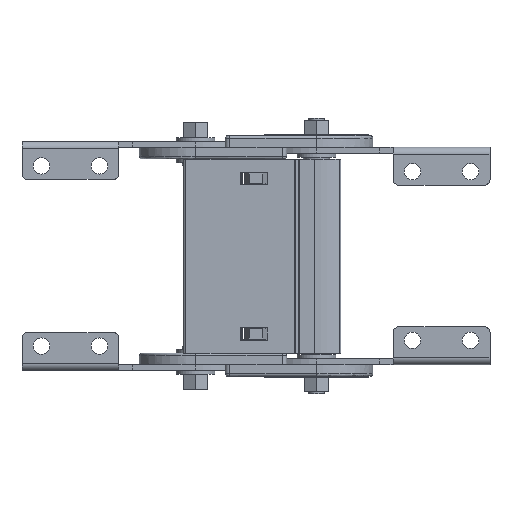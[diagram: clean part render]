
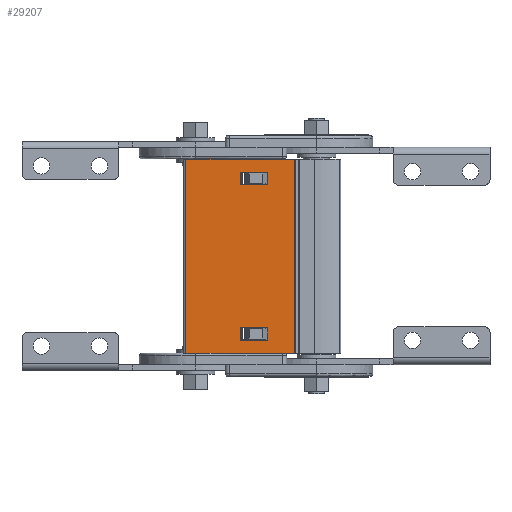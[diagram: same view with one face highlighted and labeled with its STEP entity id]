
A CAD part, front view. The second image highlights one B-rep face of the part: STEP entity #29207.
In plain terms, the highlighted planar face has unit normal (0, -1, -0.009).
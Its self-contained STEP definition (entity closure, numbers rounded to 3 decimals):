
#717 = EDGE_CURVE ( 'NONE', #34082, #12237, #30471, .T. ) ;
#817 = LINE ( 'NONE', #36628, #38950 ) ;
#1055 = EDGE_CURVE ( 'NONE', #5715, #22180, #29327, .T. ) ;
#1720 = VECTOR ( 'NONE', #44929, 1000. ) ;
#3150 = CARTESIAN_POINT ( 'NONE',  ( -80.82, 142.658, 134.906 ) ) ;
#3391 = EDGE_CURVE ( 'NONE', #5809, #37753, #6995, .T. ) ;
#5715 = VERTEX_POINT ( 'NONE', #22435 ) ;
#5809 = VERTEX_POINT ( 'NONE', #27847 ) ;
#6113 = CARTESIAN_POINT ( 'NONE',  ( -63.82, 143.418, 47.84 ) ) ;
#6539 = VECTOR ( 'NONE', #42718, 1000. ) ;
#6995 = LINE ( 'NONE', #3150, #28079 ) ;
#7026 = CARTESIAN_POINT ( 'NONE',  ( -49.6, 143.531, 34.791 ) ) ;
#7721 = VERTEX_POINT ( 'NONE', #30393 ) ;
#8029 = CARTESIAN_POINT ( 'NONE',  ( -105.8, 141.947, 216.401 ) ) ;
#8316 = LINE ( 'NONE', #13562, #1720 ) ;
#9021 = VECTOR ( 'NONE', #30259, 1000. ) ;
#9186 = ORIENTED_EDGE ( 'NONE', *, *, #26084, .T. ) ;
#9833 = DIRECTION ( 'NONE',  ( -1., 0., 0. ) ) ;
#10514 = ORIENTED_EDGE ( 'NONE', *, *, #43446, .F. ) ;
#11537 = CARTESIAN_POINT ( 'NONE',  ( -63.82, 143.418, 47.84 ) ) ;
#11604 = CARTESIAN_POINT ( 'NONE',  ( -63.82, 142.717, 128.156 ) ) ;
#11962 = ORIENTED_EDGE ( 'NONE', *, *, #44966, .F. ) ;
#12237 = VERTEX_POINT ( 'NONE', #42305 ) ;
#13172 = ORIENTED_EDGE ( 'NONE', *, *, #1055, .F. ) ;
#13346 = CARTESIAN_POINT ( 'NONE',  ( -80.82, 142.659, 134.785 ) ) ;
#13562 = CARTESIAN_POINT ( 'NONE',  ( -77.82, 142.717, 128.156 ) ) ;
#14282 = CARTESIAN_POINT ( 'NONE',  ( -77.82, 143.418, 47.84 ) ) ;
#14828 = EDGE_CURVE ( 'NONE', #19545, #26274, #817, .T. ) ;
#15205 = ORIENTED_EDGE ( 'NONE', *, *, #32259, .F. ) ;
#15427 = LINE ( 'NONE', #28716, #6539 ) ;
#15438 = ORIENTED_EDGE ( 'NONE', *, *, #42689, .T. ) ;
#15784 = ORIENTED_EDGE ( 'NONE', *, *, #30039, .T. ) ;
#16537 = ORIENTED_EDGE ( 'NONE', *, *, #14828, .T. ) ;
#16809 = DIRECTION ( 'NONE',  ( 0., 0.009, -1. ) ) ;
#18238 = ORIENTED_EDGE ( 'NONE', *, *, #22097, .T. ) ;
#18416 = FACE_BOUND ( 'NONE', #35021, .T. ) ;
#19545 = VERTEX_POINT ( 'NONE', #11604 ) ;
#20083 = AXIS2_PLACEMENT_3D ( 'NONE', #13346, #34678, #16809 ) ;
#20508 = VECTOR ( 'NONE', #29049, 1000. ) ;
#20982 = CARTESIAN_POINT ( 'NONE',  ( -77.82, 142.772, 121.856 ) ) ;
#22097 = EDGE_CURVE ( 'NONE', #35822, #28797, #37258, .T. ) ;
#22141 = CARTESIAN_POINT ( 'NONE',  ( -105.8, 142.658, 134.906 ) ) ;
#22180 = VERTEX_POINT ( 'NONE', #44883 ) ;
#22435 = CARTESIAN_POINT ( 'NONE',  ( -77.82, 143.473, 41.541 ) ) ;
#23338 = LINE ( 'NONE', #8029, #27219 ) ;
#24819 = CARTESIAN_POINT ( 'NONE',  ( -63.82, 142.772, 121.856 ) ) ;
#26037 = LINE ( 'NONE', #14282, #39846 ) ;
#26084 = EDGE_CURVE ( 'NONE', #26274, #35822, #27951, .T. ) ;
#26094 = EDGE_LOOP ( 'NONE', ( #9186, #18238, #15438, #16537 ) ) ;
#26256 = ORIENTED_EDGE ( 'NONE', *, *, #35271, .F. ) ;
#26274 = VERTEX_POINT ( 'NONE', #24819 ) ;
#27176 = PLANE ( 'NONE',  #20083 ) ;
#27219 = VECTOR ( 'NONE', #36484, 1000. ) ;
#27388 = CARTESIAN_POINT ( 'NONE',  ( -77.82, 142.717, 128.156 ) ) ;
#27847 = CARTESIAN_POINT ( 'NONE',  ( -49.6, 142.658, 134.906 ) ) ;
#27951 = LINE ( 'NONE', #20982, #45580 ) ;
#28079 = VECTOR ( 'NONE', #38651, 1000. ) ;
#28100 = ORIENTED_EDGE ( 'NONE', *, *, #717, .F. ) ;
#28247 = VECTOR ( 'NONE', #9833, 1000. ) ;
#28716 = CARTESIAN_POINT ( 'NONE',  ( -49.6, 141.947, 216.401 ) ) ;
#28797 = VERTEX_POINT ( 'NONE', #27388 ) ;
#29049 = DIRECTION ( 'NONE',  ( 1., 0., 0. ) ) ;
#29207 = ADVANCED_FACE ( 'NONE', ( #36050, #42704, #18416 ), #27176, .F. ) ;
#29327 = LINE ( 'NONE', #32887, #20508 ) ;
#29705 = CARTESIAN_POINT ( 'NONE',  ( -77.82, 142.772, 121.856 ) ) ;
#30039 = EDGE_CURVE ( 'NONE', #37753, #12237, #23338, .T. ) ;
#30253 = LINE ( 'NONE', #6113, #38510 ) ;
#30259 = DIRECTION ( 'NONE',  ( 0., -0.009, 1. ) ) ;
#30393 = CARTESIAN_POINT ( 'NONE',  ( -77.82, 143.418, 47.84 ) ) ;
#30471 = LINE ( 'NONE', #38174, #28247 ) ;
#31059 = DIRECTION ( 'NONE',  ( 0., 0.009, -1. ) ) ;
#31501 = CARTESIAN_POINT ( 'NONE',  ( -77.82, 143.418, 47.84 ) ) ;
#32259 = EDGE_CURVE ( 'NONE', #7721, #5715, #40852, .T. ) ;
#32811 = DIRECTION ( 'NONE',  ( -1., 0., 0. ) ) ;
#32887 = CARTESIAN_POINT ( 'NONE',  ( -77.82, 143.473, 41.541 ) ) ;
#34082 = VERTEX_POINT ( 'NONE', #7026 ) ;
#34678 = DIRECTION ( 'NONE',  ( 0., 1., 0.009 ) ) ;
#34791 = VECTOR ( 'NONE', #31059, 1000. ) ;
#35021 = EDGE_LOOP ( 'NONE', ( #10514, #26256, #13172, #15205 ) ) ;
#35271 = EDGE_CURVE ( 'NONE', #22180, #42394, #30253, .T. ) ;
#35822 = VERTEX_POINT ( 'NONE', #29705 ) ;
#36050 = FACE_BOUND ( 'NONE', #26094, .T. ) ;
#36484 = DIRECTION ( 'NONE',  ( 0., 0.009, -1. ) ) ;
#36628 = CARTESIAN_POINT ( 'NONE',  ( -63.82, 142.772, 121.856 ) ) ;
#37258 = LINE ( 'NONE', #40701, #9021 ) ;
#37503 = ORIENTED_EDGE ( 'NONE', *, *, #3391, .T. ) ;
#37753 = VERTEX_POINT ( 'NONE', #22141 ) ;
#38174 = CARTESIAN_POINT ( 'NONE',  ( -80.82, 143.531, 34.791 ) ) ;
#38510 = VECTOR ( 'NONE', #41965, 1000. ) ;
#38651 = DIRECTION ( 'NONE',  ( -1., 0., 0. ) ) ;
#38950 = VECTOR ( 'NONE', #40195, 1000. ) ;
#39846 = VECTOR ( 'NONE', #32811, 1000. ) ;
#40195 = DIRECTION ( 'NONE',  ( 0., 0.009, -1. ) ) ;
#40701 = CARTESIAN_POINT ( 'NONE',  ( -77.82, 142.772, 121.856 ) ) ;
#40852 = LINE ( 'NONE', #31501, #34791 ) ;
#41965 = DIRECTION ( 'NONE',  ( 0., -0.009, 1. ) ) ;
#42305 = CARTESIAN_POINT ( 'NONE',  ( -105.8, 143.531, 34.791 ) ) ;
#42394 = VERTEX_POINT ( 'NONE', #11537 ) ;
#42689 = EDGE_CURVE ( 'NONE', #28797, #19545, #8316, .T. ) ;
#42704 = FACE_OUTER_BOUND ( 'NONE', #45169, .T. ) ;
#42718 = DIRECTION ( 'NONE',  ( 0., 0.009, -1. ) ) ;
#43446 = EDGE_CURVE ( 'NONE', #42394, #7721, #26037, .T. ) ;
#44883 = CARTESIAN_POINT ( 'NONE',  ( -63.82, 143.473, 41.541 ) ) ;
#44929 = DIRECTION ( 'NONE',  ( 1., 0., 0. ) ) ;
#44966 = EDGE_CURVE ( 'NONE', #5809, #34082, #15427, .T. ) ;
#45169 = EDGE_LOOP ( 'NONE', ( #15784, #28100, #11962, #37503 ) ) ;
#45580 = VECTOR ( 'NONE', #45639, 1000. ) ;
#45639 = DIRECTION ( 'NONE',  ( -1., 0., 0. ) ) ;
